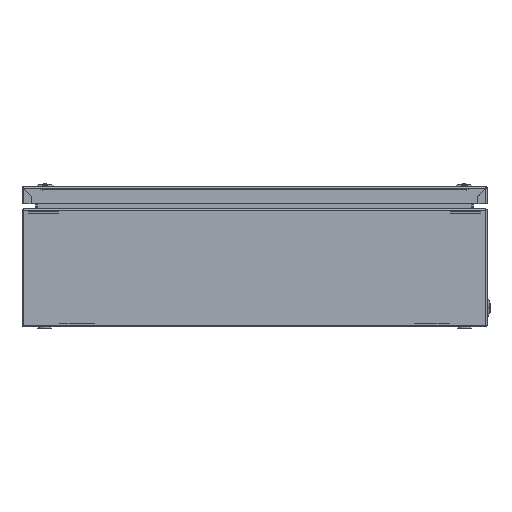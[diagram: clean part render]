
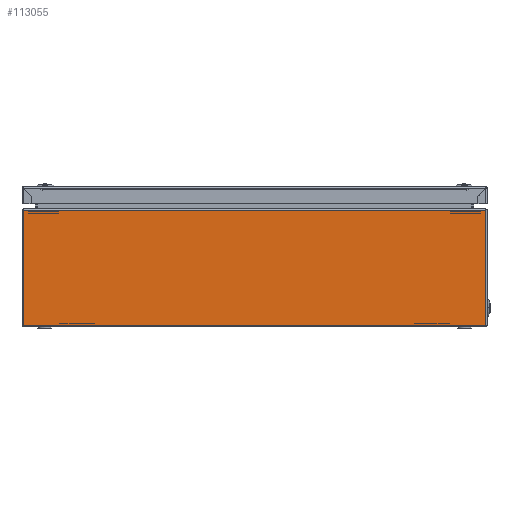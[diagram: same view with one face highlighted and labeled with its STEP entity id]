
A CAD part, left-side view. The second image highlights one B-rep face of the part: STEP entity #113055.
In plain terms, the highlighted planar face has unit normal (-1, 0, 0).
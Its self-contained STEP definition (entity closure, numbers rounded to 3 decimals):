
#16657 = AXIS2_PLACEMENT_3D ( 'NONE', #34400, #34411, #34412 ) ;
#18961 = CARTESIAN_POINT ( 'NONE',  ( -400., 198.75, 1.143 ) ) ;
#18968 = CARTESIAN_POINT ( 'NONE',  ( -400., -198.75, 0.1 ) ) ;
#18970 = CARTESIAN_POINT ( 'NONE',  ( -400., 198.75, 0.1 ) ) ;
#18973 = CARTESIAN_POINT ( 'NONE',  ( -400., -198.75, 1.143 ) ) ;
#20922 = CARTESIAN_POINT ( 'NONE',  ( -400., 199., 1.143 ) ) ;
#20925 = CARTESIAN_POINT ( 'NONE',  ( -400., -199., 98.943 ) ) ;
#21000 = CARTESIAN_POINT ( 'NONE',  ( -400., -199., 1.143 ) ) ;
#21017 = CARTESIAN_POINT ( 'NONE',  ( -400., 199., 98.943 ) ) ;
#34400 = CARTESIAN_POINT ( 'NONE',  ( -400., 187., -922.957 ) ) ;
#34408 = FACE_OUTER_BOUND ( 'NONE', #74341, .T. ) ;
#34409 = PLANE ( 'NONE',  #16657 ) ;
#34411 = DIRECTION ( 'NONE',  ( -1., 0., 0. ) ) ;
#34412 = DIRECTION ( 'NONE',  ( 0., 0., 1. ) ) ;
#54294 = VERTEX_POINT ( 'NONE', #18961 ) ;
#54301 = VERTEX_POINT ( 'NONE', #18968 ) ;
#54302 = VERTEX_POINT ( 'NONE', #18970 ) ;
#54305 = VERTEX_POINT ( 'NONE', #18973 ) ;
#74341 = EDGE_LOOP ( 'NONE', ( #84528, #84531, #84534, #84537, #84540, #84543, #88181, #88766 ) ) ;
#84528 = ORIENTED_EDGE ( 'NONE', *, *, #113391, .F. ) ;
#84531 = ORIENTED_EDGE ( 'NONE', *, *, #113302, .F. ) ;
#84534 = ORIENTED_EDGE ( 'NONE', *, *, #113388, .T. ) ;
#84537 = ORIENTED_EDGE ( 'NONE', *, *, #113392, .T. ) ;
#84540 = ORIENTED_EDGE ( 'NONE', *, *, #113386, .T. ) ;
#84543 = ORIENTED_EDGE ( 'NONE', *, *, #113393, .F. ) ;
#88181 = ORIENTED_EDGE ( 'NONE', *, *, #113389, .F. ) ;
#88197 = VERTEX_POINT ( 'NONE', #20922 ) ;
#88198 = VERTEX_POINT ( 'NONE', #20925 ) ;
#88226 = VERTEX_POINT ( 'NONE', #21000 ) ;
#88232 = VERTEX_POINT ( 'NONE', #21017 ) ;
#88766 = ORIENTED_EDGE ( 'NONE', *, *, #113282, .F. ) ;
#100201 = LINE ( 'NONE', #100202, #110047 ) ;
#100202 = CARTESIAN_POINT ( 'NONE',  ( -400., -199., 99.043 ) ) ;
#100203 = DIRECTION ( 'NONE',  ( 0., 0., -1. ) ) ;
#100260 = LINE ( 'NONE', #100262, #110067 ) ;
#100262 = CARTESIAN_POINT ( 'NONE',  ( -400., 199., 99.043 ) ) ;
#100263 = DIRECTION ( 'NONE',  ( 0., 0., 1. ) ) ;
#100684 = CARTESIAN_POINT ( 'NONE',  ( -400., 187., 0.1 ) ) ;
#100693 = LINE ( 'NONE', #100684, #110171 ) ;
#100709 = LINE ( 'NONE', #100748, #110176 ) ;
#100711 = DIRECTION ( 'NONE',  ( 0., -1., 0. ) ) ;
#100719 = LINE ( 'NONE', #100722, #110174 ) ;
#100722 = CARTESIAN_POINT ( 'NONE',  ( -400., -958.534, 1.143 ) ) ;
#100724 = DIRECTION ( 'NONE',  ( 0., -1., 0. ) ) ;
#100726 = LINE ( 'NONE', #100730, #110175 ) ;
#100730 = CARTESIAN_POINT ( 'NONE',  ( -400., -958.534, 1.143 ) ) ;
#100732 = DIRECTION ( 'NONE',  ( 0., 1., 0. ) ) ;
#100740 = LINE ( 'NONE', #100744, #110177 ) ;
#100744 = CARTESIAN_POINT ( 'NONE',  ( -400., 187., 98.943 ) ) ;
#100746 = DIRECTION ( 'NONE',  ( 0., -1., 0. ) ) ;
#100748 = CARTESIAN_POINT ( 'NONE',  ( -400., 198.75, -398.957 ) ) ;
#100752 = DIRECTION ( 'NONE',  ( 0., 0., -1. ) ) ;
#100754 = LINE ( 'NONE', #100757, #110179 ) ;
#100757 = CARTESIAN_POINT ( 'NONE',  ( -400., -198.75, -398.957 ) ) ;
#100759 = DIRECTION ( 'NONE',  ( 0., 0., -1. ) ) ;
#110047 = VECTOR ( 'NONE', #100203, 1000. ) ;
#110067 = VECTOR ( 'NONE', #100263, 1000. ) ;
#110171 = VECTOR ( 'NONE', #100711, 1000. ) ;
#110174 = VECTOR ( 'NONE', #100724, 1000. ) ;
#110175 = VECTOR ( 'NONE', #100732, 1000. ) ;
#110176 = VECTOR ( 'NONE', #100752, 1000. ) ;
#110177 = VECTOR ( 'NONE', #100746, 1000. ) ;
#110179 = VECTOR ( 'NONE', #100759, 1000. ) ;
#113055 = ADVANCED_FACE ( 'NONE', ( #34408 ), #34409, .T. ) ;
#113282 = EDGE_CURVE ( 'NONE', #88198, #88226, #100201, .T. ) ;
#113302 = EDGE_CURVE ( 'NONE', #88197, #88232, #100260, .T. ) ;
#113386 = EDGE_CURVE ( 'NONE', #54302, #54301, #100693, .T. ) ;
#113388 = EDGE_CURVE ( 'NONE', #88197, #54294, #100719, .T. ) ;
#113389 = EDGE_CURVE ( 'NONE', #88226, #54305, #100726, .T. ) ;
#113391 = EDGE_CURVE ( 'NONE', #88232, #88198, #100740, .T. ) ;
#113392 = EDGE_CURVE ( 'NONE', #54294, #54302, #100709, .T. ) ;
#113393 = EDGE_CURVE ( 'NONE', #54305, #54301, #100754, .T. ) ;
